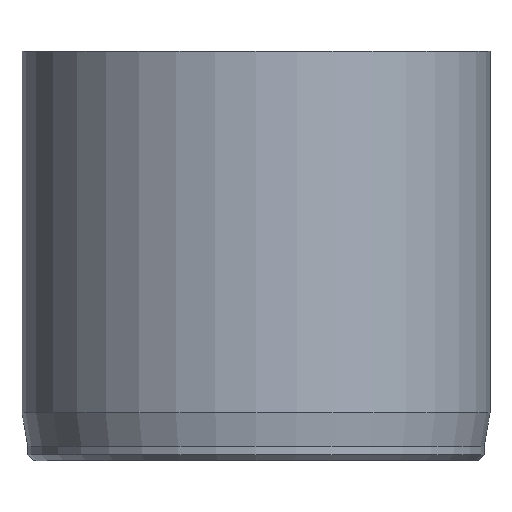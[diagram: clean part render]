
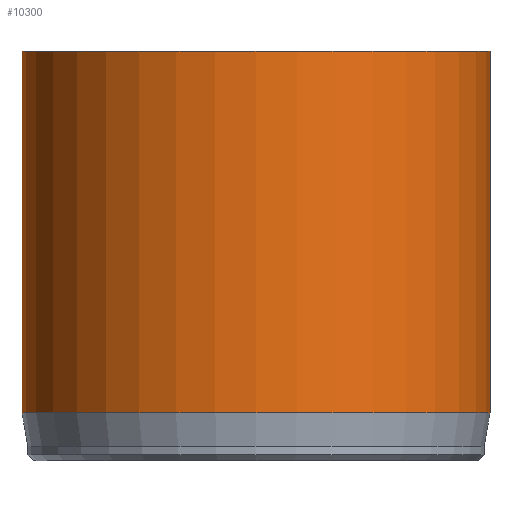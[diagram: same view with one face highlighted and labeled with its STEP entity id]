
A CAD part, front view. The second image highlights one B-rep face of the part: STEP entity #10300.
In plain terms, the highlighted cylindrical face has radius 8 mm (diameter 16 mm), a full revolution.
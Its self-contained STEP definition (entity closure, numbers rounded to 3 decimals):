
#1334=CYLINDRICAL_SURFACE('',#10782,8.);
#1626=FACE_OUTER_BOUND('',#2224,.T.);
#2224=EDGE_LOOP('',(#8422,#8423,#8424,#8425,#8426));
#2943=LINE('',#16339,#3783);
#3783=VECTOR('',#11571,8.);
#4231=CIRCLE('',#10767,8.);
#4236=CIRCLE('',#10780,8.);
#4237=CIRCLE('',#10781,8.);
#4772=VERTEX_POINT('',#16312);
#4777=VERTEX_POINT('',#16333);
#4778=VERTEX_POINT('',#16334);
#6072=EDGE_CURVE('',#4772,#4772,#4231,.T.);
#6080=EDGE_CURVE('',#4777,#4778,#4236,.T.);
#6081=EDGE_CURVE('',#4778,#4777,#4237,.T.);
#6083=EDGE_CURVE('',#4772,#4777,#2943,.T.);
#8422=ORIENTED_EDGE('',*,*,#6072,.T.);
#8423=ORIENTED_EDGE('',*,*,#6083,.T.);
#8424=ORIENTED_EDGE('',*,*,#6080,.T.);
#8425=ORIENTED_EDGE('',*,*,#6081,.T.);
#8426=ORIENTED_EDGE('',*,*,#6083,.F.);
#10300=ADVANCED_FACE('',(#1626),#1334,.T.);
#10767=AXIS2_PLACEMENT_3D('',#16313,#11535,#11536);
#10780=AXIS2_PLACEMENT_3D('',#16335,#11564,#11565);
#10781=AXIS2_PLACEMENT_3D('',#16336,#11566,#11567);
#10782=AXIS2_PLACEMENT_3D('',#16338,#11569,#11570);
#11535=DIRECTION('center_axis',(0.,0.,-1.));
#11536=DIRECTION('ref_axis',(-1.,0.,0.));
#11564=DIRECTION('center_axis',(0.,0.,1.));
#11565=DIRECTION('ref_axis',(-1.,0.,0.));
#11566=DIRECTION('center_axis',(0.,0.,1.));
#11567=DIRECTION('ref_axis',(-1.,0.,0.));
#11569=DIRECTION('center_axis',(0.,0.,1.));
#11570=DIRECTION('ref_axis',(-1.,0.,0.));
#11571=DIRECTION('',(0.,0.,-1.));
#16312=CARTESIAN_POINT('',(8.,0.,14.));
#16313=CARTESIAN_POINT('Origin',(0.,0.,14.));
#16333=CARTESIAN_POINT('',(8.,0.,1.634));
#16334=CARTESIAN_POINT('',(-8.,0.,1.634));
#16335=CARTESIAN_POINT('Origin',(0.,0.,1.634));
#16336=CARTESIAN_POINT('Origin',(0.,0.,1.634));
#16338=CARTESIAN_POINT('Origin',(0.,0.,0.));
#16339=CARTESIAN_POINT('',(8.,0.,0.));
